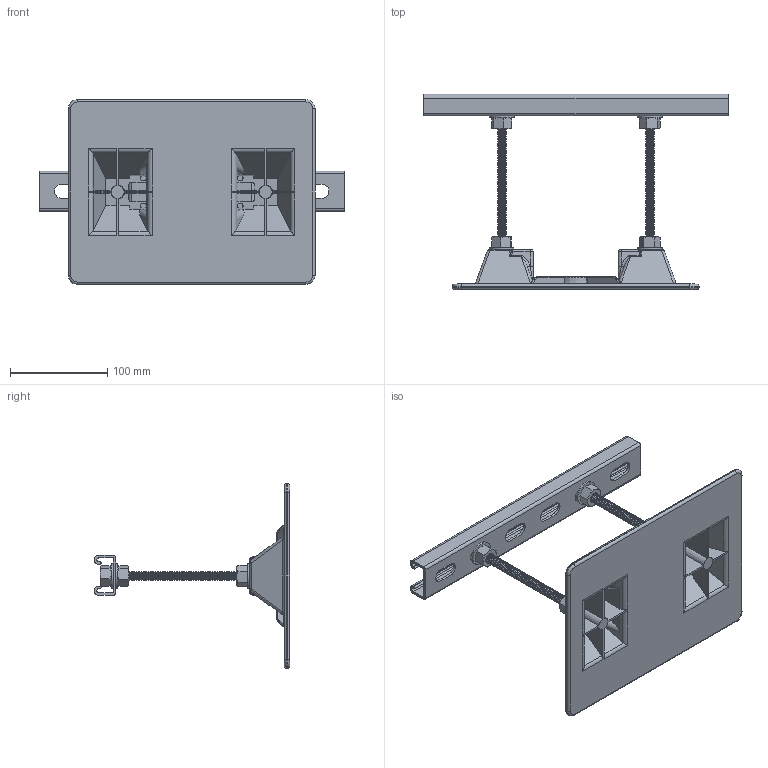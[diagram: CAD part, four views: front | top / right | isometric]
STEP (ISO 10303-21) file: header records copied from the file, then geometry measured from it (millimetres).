
FILE_DESCRIPTION((''),'2;1');
FILE_NAME('2.5-CS-7.stp','2012-11-21T10:05:21',('rdavis'),(''),'Autodesk Inventor 2013','Autodesk Inventor 2013','');
FILE_SCHEMA(('AUTOMOTIVE_DESIGN { 1 0 10303 214 1 1 1 1 }'));
Length unit declared in the file: inch
Products named in the file (6): 2; Flat Washer Type A Wide_AI_FW 0; Heavy Hex Nut_AI_HHNUT 0; All Thread_.375 x 7; 7.5x10 No Logo; P-3300 strut 12 inch
Assembly tree (16 placements, depth 2):
  2
    Flat Washer Type A Wide_AI_FW 0  x6
    Heavy Hex Nut_AI_HHNUT 0  x6
    All Thread_.375 x 7  x2
    7.5x10 No Logo
    P-3300 strut 12 inch
Bounding box: 313.75 x 201.32 x 190.5 mm (x, y, z)
Volume: 415892.7 mm3; surface area: 232738.2 mm2
Topology: 16 solids, 16 shells, 2370 faces, 6238 edges, 3974 vertices
Faces by surface type: plane 946, cone 522, bspline 442, cylinder 427, torus 29, sphere 4
Full cylindrical faces by diameter (mm): 9.347 x6, 9.525 x210, 11.113 x6, 11.125 x6, 12.7 x1, 25.4 x6
Entity records: 74208 total; most frequent: CARTESIAN_POINT 31236, ORIENTED_EDGE 9052, DIRECTION 7518, EDGE_CURVE 4526, VERTEX_POINT 3049, VECTOR 2784, LINE 2784, AXIS2_PLACEMENT_3D 2367
